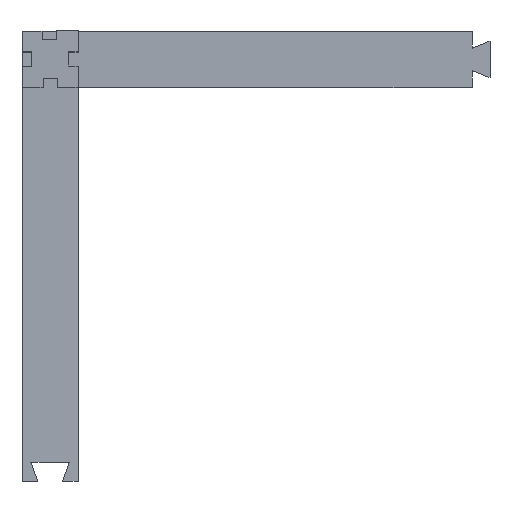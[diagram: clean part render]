
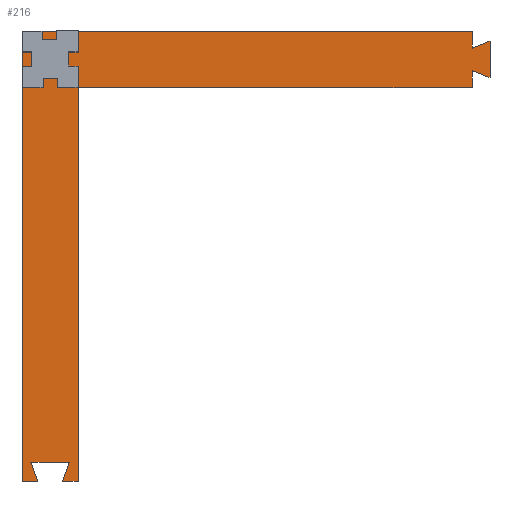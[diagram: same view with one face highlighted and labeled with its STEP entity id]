
A CAD part, top view. The second image highlights one B-rep face of the part: STEP entity #216.
In plain terms, the highlighted planar face has unit normal (0, 0, 1).
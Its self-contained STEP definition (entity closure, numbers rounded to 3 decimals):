
#24 = VERTEX_POINT('',#25);
#25 = CARTESIAN_POINT('',(-6.,-90.,2.));
#31 = EDGE_CURVE('',#24,#32,#34,.T.);
#32 = VERTEX_POINT('',#33);
#33 = CARTESIAN_POINT('',(-2.6,-90.,2.));
#34 = LINE('',#35,#36);
#35 = CARTESIAN_POINT('',(-6.,-90.,2.));
#36 = VECTOR('',#37,1.);
#37 = DIRECTION('',(1.,0.,0.));
#64 = VERTEX_POINT('',#65);
#65 = CARTESIAN_POINT('',(-6.,6.,2.));
#78 = EDGE_CURVE('',#64,#24,#79,.T.);
#79 = LINE('',#80,#81);
#80 = CARTESIAN_POINT('',(-6.,6.,2.));
#81 = VECTOR('',#82,1.);
#82 = DIRECTION('',(0.,-1.,0.));
#93 = EDGE_CURVE('',#32,#94,#96,.T.);
#94 = VERTEX_POINT('',#95);
#95 = CARTESIAN_POINT('',(-4.1,-85.9,2.));
#96 = LINE('',#97,#98);
#97 = CARTESIAN_POINT('',(-2.6,-90.,2.));
#98 = VECTOR('',#99,1.);
#99 = DIRECTION('',(-0.344,0.939,0.));
#216 = ADVANCED_FACE('',(#217),#468,.T.);
#217 = FACE_BOUND('',#218,.T.);
#218 = EDGE_LOOP('',(#219,#229,#237,#245,#253,#261,#269,#277,#285,#293,
    #301,#309,#317,#325,#333,#341,#349,#357,#365,#373,#381,#389,#395,
    #396,#397,#398,#406,#414,#422,#430,#438,#446,#454,#462));
#219 = ORIENTED_EDGE('',*,*,#220,.F.);
#220 = EDGE_CURVE('',#221,#223,#225,.T.);
#221 = VERTEX_POINT('',#222);
#222 = CARTESIAN_POINT('',(90.,6.,2.));
#223 = VERTEX_POINT('',#224);
#224 = CARTESIAN_POINT('',(90.,2.4,2.));
#225 = LINE('',#226,#227);
#226 = CARTESIAN_POINT('',(90.,6.,2.));
#227 = VECTOR('',#228,1.);
#228 = DIRECTION('',(0.,-1.,0.));
#229 = ORIENTED_EDGE('',*,*,#230,.T.);
#230 = EDGE_CURVE('',#221,#231,#233,.T.);
#231 = VERTEX_POINT('',#232);
#232 = CARTESIAN_POINT('',(5.966,6.,2.));
#233 = LINE('',#234,#235);
#234 = CARTESIAN_POINT('',(90.,6.,2.));
#235 = VECTOR('',#236,1.);
#236 = DIRECTION('',(-1.,0.,0.));
#237 = ORIENTED_EDGE('',*,*,#238,.T.);
#238 = EDGE_CURVE('',#231,#239,#241,.T.);
#239 = VERTEX_POINT('',#240);
#240 = CARTESIAN_POINT('',(5.966,1.5,2.));
#241 = LINE('',#242,#243);
#242 = CARTESIAN_POINT('',(5.966,6.06,2.));
#243 = VECTOR('',#244,1.);
#244 = DIRECTION('',(0.,-1.,0.));
#245 = ORIENTED_EDGE('',*,*,#246,.T.);
#246 = EDGE_CURVE('',#239,#247,#249,.T.);
#247 = VERTEX_POINT('',#248);
#248 = CARTESIAN_POINT('',(3.966,1.5,2.));
#249 = LINE('',#250,#251);
#250 = CARTESIAN_POINT('',(5.966,1.5,2.));
#251 = VECTOR('',#252,1.);
#252 = DIRECTION('',(-1.,0.,0.));
#253 = ORIENTED_EDGE('',*,*,#254,.T.);
#254 = EDGE_CURVE('',#247,#255,#257,.T.);
#255 = VERTEX_POINT('',#256);
#256 = CARTESIAN_POINT('',(3.966,-1.5,2.));
#257 = LINE('',#258,#259);
#258 = CARTESIAN_POINT('',(3.966,1.5,2.));
#259 = VECTOR('',#260,1.);
#260 = DIRECTION('',(0.,-1.,0.));
#261 = ORIENTED_EDGE('',*,*,#262,.T.);
#262 = EDGE_CURVE('',#255,#263,#265,.T.);
#263 = VERTEX_POINT('',#264);
#264 = CARTESIAN_POINT('',(5.966,-1.5,2.));
#265 = LINE('',#266,#267);
#266 = CARTESIAN_POINT('',(3.966,-1.5,2.));
#267 = VECTOR('',#268,1.);
#268 = DIRECTION('',(1.,0.,0.));
#269 = ORIENTED_EDGE('',*,*,#270,.T.);
#270 = EDGE_CURVE('',#263,#271,#273,.T.);
#271 = VERTEX_POINT('',#272);
#272 = CARTESIAN_POINT('',(5.966,-6.06,2.));
#273 = LINE('',#274,#275);
#274 = CARTESIAN_POINT('',(5.966,-1.5,2.));
#275 = VECTOR('',#276,1.);
#276 = DIRECTION('',(0.,-1.,0.));
#277 = ORIENTED_EDGE('',*,*,#278,.F.);
#278 = EDGE_CURVE('',#279,#271,#281,.T.);
#279 = VERTEX_POINT('',#280);
#280 = CARTESIAN_POINT('',(1.5,-6.06,2.));
#281 = LINE('',#282,#283);
#282 = CARTESIAN_POINT('',(1.5,-6.06,2.));
#283 = VECTOR('',#284,1.);
#284 = DIRECTION('',(1.,0.,0.));
#285 = ORIENTED_EDGE('',*,*,#286,.F.);
#286 = EDGE_CURVE('',#287,#279,#289,.T.);
#287 = VERTEX_POINT('',#288);
#288 = CARTESIAN_POINT('',(1.5,-4.06,2.));
#289 = LINE('',#290,#291);
#290 = CARTESIAN_POINT('',(1.5,-4.06,2.));
#291 = VECTOR('',#292,1.);
#292 = DIRECTION('',(0.,-1.,0.));
#293 = ORIENTED_EDGE('',*,*,#294,.F.);
#294 = EDGE_CURVE('',#295,#287,#297,.T.);
#295 = VERTEX_POINT('',#296);
#296 = CARTESIAN_POINT('',(-1.5,-4.06,2.));
#297 = LINE('',#298,#299);
#298 = CARTESIAN_POINT('',(-1.5,-4.06,2.));
#299 = VECTOR('',#300,1.);
#300 = DIRECTION('',(1.,0.,0.));
#301 = ORIENTED_EDGE('',*,*,#302,.F.);
#302 = EDGE_CURVE('',#303,#295,#305,.T.);
#303 = VERTEX_POINT('',#304);
#304 = CARTESIAN_POINT('',(-1.5,-6.06,2.));
#305 = LINE('',#306,#307);
#306 = CARTESIAN_POINT('',(-1.5,-6.06,2.));
#307 = VECTOR('',#308,1.);
#308 = DIRECTION('',(0.,1.,0.));
#309 = ORIENTED_EDGE('',*,*,#310,.F.);
#310 = EDGE_CURVE('',#311,#303,#313,.T.);
#311 = VERTEX_POINT('',#312);
#312 = CARTESIAN_POINT('',(-5.966,-6.06,2.));
#313 = LINE('',#314,#315);
#314 = CARTESIAN_POINT('',(-5.966,-6.06,2.));
#315 = VECTOR('',#316,1.);
#316 = DIRECTION('',(1.,0.,0.));
#317 = ORIENTED_EDGE('',*,*,#318,.F.);
#318 = EDGE_CURVE('',#319,#311,#321,.T.);
#319 = VERTEX_POINT('',#320);
#320 = CARTESIAN_POINT('',(-5.966,-1.5,2.));
#321 = LINE('',#322,#323);
#322 = CARTESIAN_POINT('',(-5.966,-1.5,2.));
#323 = VECTOR('',#324,1.);
#324 = DIRECTION('',(0.,-1.,0.));
#325 = ORIENTED_EDGE('',*,*,#326,.F.);
#326 = EDGE_CURVE('',#327,#319,#329,.T.);
#327 = VERTEX_POINT('',#328);
#328 = CARTESIAN_POINT('',(-3.966,-1.5,2.));
#329 = LINE('',#330,#331);
#330 = CARTESIAN_POINT('',(-3.966,-1.5,2.));
#331 = VECTOR('',#332,1.);
#332 = DIRECTION('',(-1.,0.,0.));
#333 = ORIENTED_EDGE('',*,*,#334,.F.);
#334 = EDGE_CURVE('',#335,#327,#337,.T.);
#335 = VERTEX_POINT('',#336);
#336 = CARTESIAN_POINT('',(-3.966,1.5,2.));
#337 = LINE('',#338,#339);
#338 = CARTESIAN_POINT('',(-3.966,1.5,2.));
#339 = VECTOR('',#340,1.);
#340 = DIRECTION('',(0.,-1.,0.));
#341 = ORIENTED_EDGE('',*,*,#342,.F.);
#342 = EDGE_CURVE('',#343,#335,#345,.T.);
#343 = VERTEX_POINT('',#344);
#344 = CARTESIAN_POINT('',(-5.966,1.5,2.));
#345 = LINE('',#346,#347);
#346 = CARTESIAN_POINT('',(-5.966,1.5,2.));
#347 = VECTOR('',#348,1.);
#348 = DIRECTION('',(1.,0.,0.));
#349 = ORIENTED_EDGE('',*,*,#350,.F.);
#350 = EDGE_CURVE('',#351,#343,#353,.T.);
#351 = VERTEX_POINT('',#352);
#352 = CARTESIAN_POINT('',(-5.966,5.94,2.));
#353 = LINE('',#354,#355);
#354 = CARTESIAN_POINT('',(-5.966,5.94,2.));
#355 = VECTOR('',#356,1.);
#356 = DIRECTION('',(0.,-1.,0.));
#357 = ORIENTED_EDGE('',*,*,#358,.T.);
#358 = EDGE_CURVE('',#351,#359,#361,.T.);
#359 = VERTEX_POINT('',#360);
#360 = CARTESIAN_POINT('',(-1.726,5.94,2.));
#361 = LINE('',#362,#363);
#362 = CARTESIAN_POINT('',(-5.966,5.94,2.));
#363 = VECTOR('',#364,1.);
#364 = DIRECTION('',(1.,0.,0.));
#365 = ORIENTED_EDGE('',*,*,#366,.T.);
#366 = EDGE_CURVE('',#359,#367,#369,.T.);
#367 = VERTEX_POINT('',#368);
#368 = CARTESIAN_POINT('',(-1.726,4.06,2.));
#369 = LINE('',#370,#371);
#370 = CARTESIAN_POINT('',(-1.726,5.94,2.));
#371 = VECTOR('',#372,1.);
#372 = DIRECTION('',(0.,-1.,0.));
#373 = ORIENTED_EDGE('',*,*,#374,.T.);
#374 = EDGE_CURVE('',#367,#375,#377,.T.);
#375 = VERTEX_POINT('',#376);
#376 = CARTESIAN_POINT('',(1.274,4.06,2.));
#377 = LINE('',#378,#379);
#378 = CARTESIAN_POINT('',(-1.726,4.06,2.));
#379 = VECTOR('',#380,1.);
#380 = DIRECTION('',(1.,0.,0.));
#381 = ORIENTED_EDGE('',*,*,#382,.T.);
#382 = EDGE_CURVE('',#375,#383,#385,.T.);
#383 = VERTEX_POINT('',#384);
#384 = CARTESIAN_POINT('',(1.274,6.,2.));
#385 = LINE('',#386,#387);
#386 = CARTESIAN_POINT('',(1.274,4.06,2.));
#387 = VECTOR('',#388,1.);
#388 = DIRECTION('',(0.,1.,0.));
#389 = ORIENTED_EDGE('',*,*,#390,.T.);
#390 = EDGE_CURVE('',#383,#64,#391,.T.);
#391 = LINE('',#392,#393);
#392 = CARTESIAN_POINT('',(90.,6.,2.));
#393 = VECTOR('',#394,1.);
#394 = DIRECTION('',(-1.,0.,0.));
#395 = ORIENTED_EDGE('',*,*,#78,.T.);
#396 = ORIENTED_EDGE('',*,*,#31,.T.);
#397 = ORIENTED_EDGE('',*,*,#93,.T.);
#398 = ORIENTED_EDGE('',*,*,#399,.T.);
#399 = EDGE_CURVE('',#94,#400,#402,.T.);
#400 = VERTEX_POINT('',#401);
#401 = CARTESIAN_POINT('',(4.1,-85.9,2.));
#402 = LINE('',#403,#404);
#403 = CARTESIAN_POINT('',(-4.1,-85.9,2.));
#404 = VECTOR('',#405,1.);
#405 = DIRECTION('',(1.,0.,0.));
#406 = ORIENTED_EDGE('',*,*,#407,.T.);
#407 = EDGE_CURVE('',#400,#408,#410,.T.);
#408 = VERTEX_POINT('',#409);
#409 = CARTESIAN_POINT('',(2.6,-90.,2.));
#410 = LINE('',#411,#412);
#411 = CARTESIAN_POINT('',(4.1,-85.9,2.));
#412 = VECTOR('',#413,1.);
#413 = DIRECTION('',(-0.344,-0.939,0.));
#414 = ORIENTED_EDGE('',*,*,#415,.T.);
#415 = EDGE_CURVE('',#408,#416,#418,.T.);
#416 = VERTEX_POINT('',#417);
#417 = CARTESIAN_POINT('',(6.,-90.,2.));
#418 = LINE('',#419,#420);
#419 = CARTESIAN_POINT('',(2.6,-90.,2.));
#420 = VECTOR('',#421,1.);
#421 = DIRECTION('',(1.,0.,0.));
#422 = ORIENTED_EDGE('',*,*,#423,.T.);
#423 = EDGE_CURVE('',#416,#424,#426,.T.);
#424 = VERTEX_POINT('',#425);
#425 = CARTESIAN_POINT('',(6.,-6.,2.));
#426 = LINE('',#427,#428);
#427 = CARTESIAN_POINT('',(6.,-90.,2.));
#428 = VECTOR('',#429,1.);
#429 = DIRECTION('',(0.,1.,0.));
#430 = ORIENTED_EDGE('',*,*,#431,.T.);
#431 = EDGE_CURVE('',#424,#432,#434,.T.);
#432 = VERTEX_POINT('',#433);
#433 = CARTESIAN_POINT('',(90.,-6.,2.));
#434 = LINE('',#435,#436);
#435 = CARTESIAN_POINT('',(6.,-6.,2.));
#436 = VECTOR('',#437,1.);
#437 = DIRECTION('',(1.,0.,0.));
#438 = ORIENTED_EDGE('',*,*,#439,.F.);
#439 = EDGE_CURVE('',#440,#432,#442,.T.);
#440 = VERTEX_POINT('',#441);
#441 = CARTESIAN_POINT('',(90.,-2.4,2.));
#442 = LINE('',#443,#444);
#443 = CARTESIAN_POINT('',(90.,-2.4,2.));
#444 = VECTOR('',#445,1.);
#445 = DIRECTION('',(0.,-1.,0.));
#446 = ORIENTED_EDGE('',*,*,#447,.F.);
#447 = EDGE_CURVE('',#448,#440,#450,.T.);
#448 = VERTEX_POINT('',#449);
#449 = CARTESIAN_POINT('',(93.8,-3.9,2.));
#450 = LINE('',#451,#452);
#451 = CARTESIAN_POINT('',(93.8,-3.9,2.));
#452 = VECTOR('',#453,1.);
#453 = DIRECTION('',(-0.93,0.367,0.));
#454 = ORIENTED_EDGE('',*,*,#455,.F.);
#455 = EDGE_CURVE('',#456,#448,#458,.T.);
#456 = VERTEX_POINT('',#457);
#457 = CARTESIAN_POINT('',(93.8,3.9,2.));
#458 = LINE('',#459,#460);
#459 = CARTESIAN_POINT('',(93.8,3.9,2.));
#460 = VECTOR('',#461,1.);
#461 = DIRECTION('',(0.,-1.,0.));
#462 = ORIENTED_EDGE('',*,*,#463,.F.);
#463 = EDGE_CURVE('',#223,#456,#464,.T.);
#464 = LINE('',#465,#466);
#465 = CARTESIAN_POINT('',(90.,2.4,2.));
#466 = VECTOR('',#467,1.);
#467 = DIRECTION('',(0.93,0.367,0.));
#468 = PLANE('',#469);
#469 = AXIS2_PLACEMENT_3D('',#470,#471,#472);
#470 = CARTESIAN_POINT('',(22.569,-22.467,2.));
#471 = DIRECTION('',(0.,0.,1.));
#472 = DIRECTION('',(1.,0.,0.));
